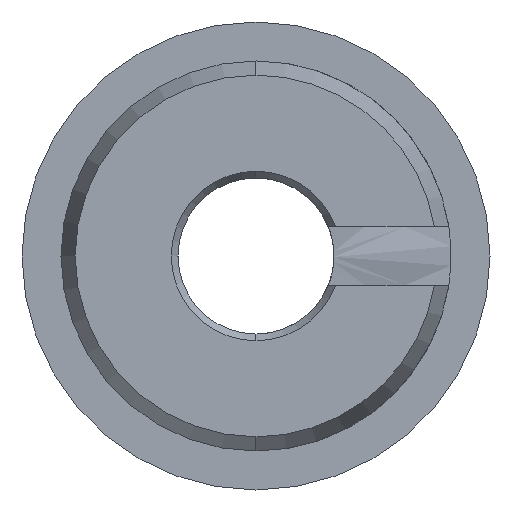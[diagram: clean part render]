
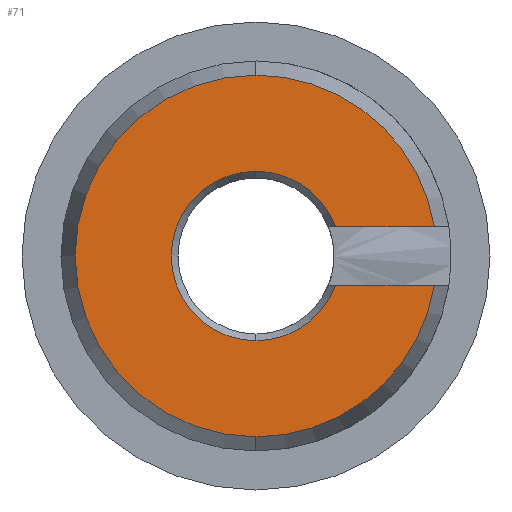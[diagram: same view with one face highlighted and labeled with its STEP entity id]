
A CAD part, left-side view. The second image highlights one B-rep face of the part: STEP entity #71.
In plain terms, the highlighted planar face has unit normal (-1, 0, 0).
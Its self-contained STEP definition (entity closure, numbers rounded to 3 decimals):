
#38 = CARTESIAN_POINT ( 'NONE',  ( -29.5, 0., -4.636 ) ) ;
#43 = EDGE_CURVE ( 'NONE', #352, #258, #657, .T. ) ;
#46 = CARTESIAN_POINT ( 'NONE',  ( -29.5, 0., 2.173 ) ) ;
#60 = EDGE_CURVE ( 'NONE', #401, #280, #688, .T. ) ;
#71 = ADVANCED_FACE ( 'NONE', ( #710 ), #157, .F. ) ;
#81 = CIRCLE ( 'NONE', #493, 2.173 ) ;
#93 = AXIS2_PLACEMENT_3D ( 'NONE', #636, #282, #764 ) ;
#99 = DIRECTION ( 'NONE',  ( 0., 0., 1. ) ) ;
#100 = EDGE_CURVE ( 'NONE', #299, #251, #728, .T. ) ;
#105 = CARTESIAN_POINT ( 'NONE',  ( -29.5, -4.575, 0.75 ) ) ;
#115 = VECTOR ( 'NONE', #146, 1000. ) ;
#125 = VECTOR ( 'NONE', #395, 1000. ) ;
#127 = LINE ( 'NONE', #255, #125 ) ;
#128 = CARTESIAN_POINT ( 'NONE',  ( -29.5, 0., 0. ) ) ;
#132 = LINE ( 'NONE', #426, #115 ) ;
#146 = DIRECTION ( 'NONE',  ( 0., 1., 0. ) ) ;
#150 = DIRECTION ( 'NONE',  ( -1., 0., 0. ) ) ;
#157 = PLANE ( 'NONE',  #461 ) ;
#166 = CARTESIAN_POINT ( 'NONE',  ( -29.5, 0., -2.173 ) ) ;
#181 = CIRCLE ( 'NONE', #93, 4.636 ) ;
#187 = EDGE_CURVE ( 'NONE', #293, #401, #181, .T. ) ;
#191 = CIRCLE ( 'NONE', #683, 4.636 ) ;
#224 = ORIENTED_EDGE ( 'NONE', *, *, #669, .F. ) ;
#251 = VERTEX_POINT ( 'NONE', #46 ) ;
#255 = CARTESIAN_POINT ( 'NONE',  ( -29.5, 4.636, -0.75 ) ) ;
#258 = VERTEX_POINT ( 'NONE', #374 ) ;
#260 = ORIENTED_EDGE ( 'NONE', *, *, #60, .T. ) ;
#278 = DIRECTION ( 'NONE',  ( -1., 0., 0. ) ) ;
#280 = VERTEX_POINT ( 'NONE', #429 ) ;
#282 = DIRECTION ( 'NONE',  ( -1., 0., 0. ) ) ;
#293 = VERTEX_POINT ( 'NONE', #678 ) ;
#298 = ORIENTED_EDGE ( 'NONE', *, *, #187, .T. ) ;
#299 = VERTEX_POINT ( 'NONE', #373 ) ;
#304 = DIRECTION ( 'NONE',  ( 0., 0., 1. ) ) ;
#320 = DIRECTION ( 'NONE',  ( 0., 0., 1. ) ) ;
#321 = EDGE_CURVE ( 'NONE', #477, #293, #191, .T. ) ;
#324 = CARTESIAN_POINT ( 'NONE',  ( -29.5, 0., 0. ) ) ;
#335 = ORIENTED_EDGE ( 'NONE', *, *, #321, .T. ) ;
#352 = VERTEX_POINT ( 'NONE', #166 ) ;
#361 = EDGE_CURVE ( 'NONE', #280, #258, #127, .T. ) ;
#373 = CARTESIAN_POINT ( 'NONE',  ( -29.5, -2.04, 0.75 ) ) ;
#374 = CARTESIAN_POINT ( 'NONE',  ( -29.5, -2.04, -0.75 ) ) ;
#379 = CARTESIAN_POINT ( 'NONE',  ( -29.5, 0., 0. ) ) ;
#393 = EDGE_CURVE ( 'NONE', #477, #299, #132, .T. ) ;
#394 = DIRECTION ( 'NONE',  ( -1., 0., 0. ) ) ;
#395 = DIRECTION ( 'NONE',  ( 0., 1., 0. ) ) ;
#401 = VERTEX_POINT ( 'NONE', #38 ) ;
#409 = ORIENTED_EDGE ( 'NONE', *, *, #361, .T. ) ;
#426 = CARTESIAN_POINT ( 'NONE',  ( -29.5, 4.636, 0.75 ) ) ;
#429 = CARTESIAN_POINT ( 'NONE',  ( -29.5, -4.575, -0.75 ) ) ;
#430 = DIRECTION ( 'NONE',  ( 0., 0., 1. ) ) ;
#431 = AXIS2_PLACEMENT_3D ( 'NONE', #324, #278, #304 ) ;
#455 = DIRECTION ( 'NONE',  ( -1., 0., 0. ) ) ;
#461 = AXIS2_PLACEMENT_3D ( 'NONE', #715, #654, #655 ) ;
#477 = VERTEX_POINT ( 'NONE', #105 ) ;
#493 = AXIS2_PLACEMENT_3D ( 'NONE', #573, #455, #99 ) ;
#502 = ORIENTED_EDGE ( 'NONE', *, *, #43, .F. ) ;
#521 = EDGE_LOOP ( 'NONE', ( #335, #298, #260, #409, #502, #224, #543, #523 ) ) ;
#523 = ORIENTED_EDGE ( 'NONE', *, *, #393, .F. ) ;
#543 = ORIENTED_EDGE ( 'NONE', *, *, #100, .F. ) ;
#573 = CARTESIAN_POINT ( 'NONE',  ( -29.5, 0., 0. ) ) ;
#585 = AXIS2_PLACEMENT_3D ( 'NONE', #589, #592, #604 ) ;
#589 = CARTESIAN_POINT ( 'NONE',  ( -29.5, 0., 0. ) ) ;
#592 = DIRECTION ( 'NONE',  ( -1., 0., 0. ) ) ;
#604 = DIRECTION ( 'NONE',  ( 0., 0., 1. ) ) ;
#636 = CARTESIAN_POINT ( 'NONE',  ( -29.5, 0., 0. ) ) ;
#654 = DIRECTION ( 'NONE',  ( 1., 0., 0. ) ) ;
#655 = DIRECTION ( 'NONE',  ( 0., 0., -1. ) ) ;
#657 = CIRCLE ( 'NONE', #690, 2.173 ) ;
#669 = EDGE_CURVE ( 'NONE', #251, #352, #81, .T. ) ;
#678 = CARTESIAN_POINT ( 'NONE',  ( -29.5, 0., 4.636 ) ) ;
#683 = AXIS2_PLACEMENT_3D ( 'NONE', #128, #150, #320 ) ;
#688 = CIRCLE ( 'NONE', #585, 4.636 ) ;
#690 = AXIS2_PLACEMENT_3D ( 'NONE', #379, #394, #430 ) ;
#710 = FACE_OUTER_BOUND ( 'NONE', #521, .T. ) ;
#715 = CARTESIAN_POINT ( 'NONE',  ( -29.5, 4.636, 0. ) ) ;
#728 = CIRCLE ( 'NONE', #431, 2.173 ) ;
#764 = DIRECTION ( 'NONE',  ( 0., 0., 1. ) ) ;
